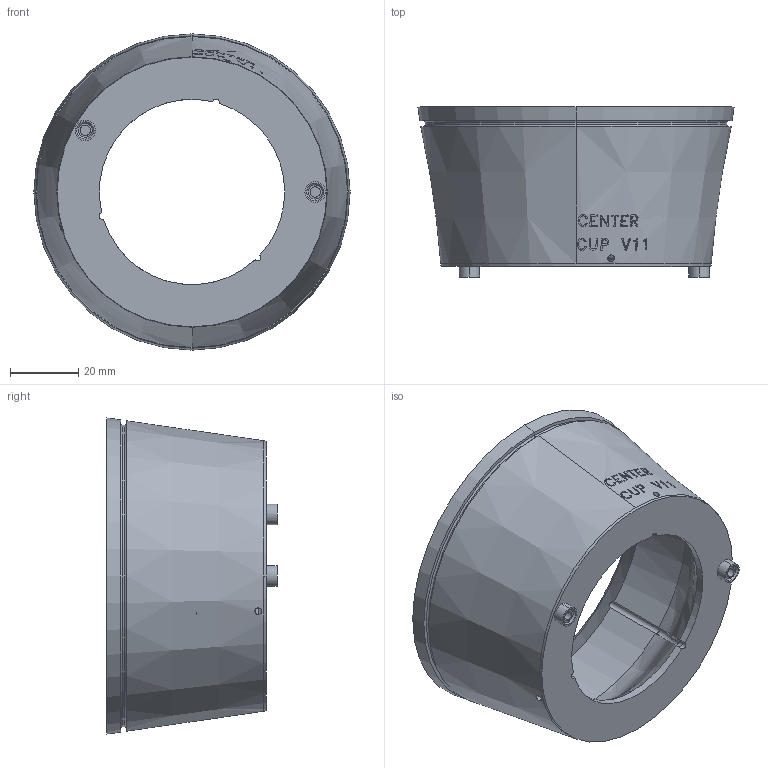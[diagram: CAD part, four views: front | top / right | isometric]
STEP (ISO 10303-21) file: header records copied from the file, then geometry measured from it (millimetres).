
FILE_DESCRIPTION (( 'STEP AP214' ), '1' );
FILE_NAME ('central cup rev 11.STEP', '2023-08-04T22:53:32', ( '' ), ( '' ), 'SwSTEP 2.0', 'SolidWorks 2022', '' );
FILE_SCHEMA (( 'AUTOMOTIVE_DESIGN' ));
Length unit declared in the file: millimetre
Products named in the file (1): central cup rev 11
Bounding box: 92.36 x 49.71 x 92.36 mm (x, y, z)
Volume: 51905.1 mm3; surface area: 29331.5 mm2
Topology: 1 solids, 1 shells, 398 faces, 1111 edges, 734 vertices
Faces by surface type: bspline 310, cylinder 44, cone 30, plane 10, torus 4
Entity records: 20162 total; most frequent: CARTESIAN_POINT 12695, ORIENTED_EDGE 2222, EDGE_CURVE 1111, B_SPLINE_CURVE_WITH_KNOTS 963, VERTEX_POINT 734, EDGE_LOOP 425, DIRECTION 398, ADVANCED_FACE 398
